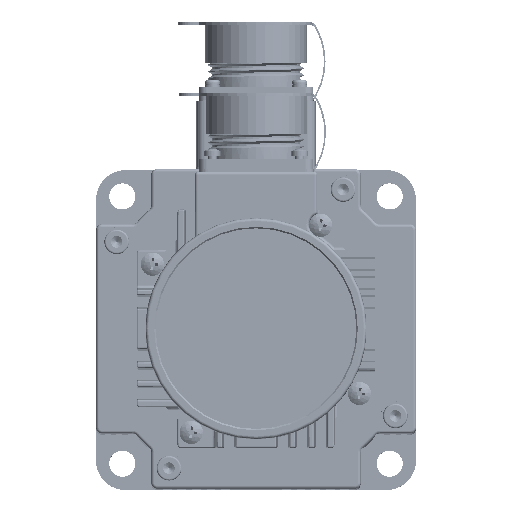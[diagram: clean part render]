
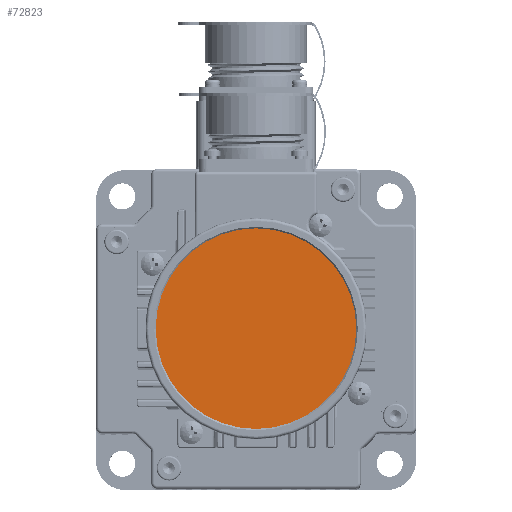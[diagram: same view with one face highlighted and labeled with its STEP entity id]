
A CAD part, top view. The second image highlights one B-rep face of the part: STEP entity #72823.
In plain terms, the highlighted planar face has unit normal (0, 0, 1).
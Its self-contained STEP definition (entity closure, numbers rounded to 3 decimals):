
#6029 = CARTESIAN_POINT ( 'NONE',  ( 34.5, 0., 50.5 ) ) ;
#7200 = AXIS2_PLACEMENT_3D ( 'NONE', #84320, #85047, #31754 ) ;
#12260 = VERTEX_POINT ( 'NONE', #49503 ) ;
#15281 = DIRECTION ( 'NONE',  ( 1., 0., 0. ) ) ;
#22043 = DIRECTION ( 'NONE',  ( 1., 0., 0. ) ) ;
#28633 = AXIS2_PLACEMENT_3D ( 'NONE', #31604, #48538, #22043 ) ;
#31604 = CARTESIAN_POINT ( 'NONE',  ( 0., 0., 50.5 ) ) ;
#31754 = DIRECTION ( 'NONE',  ( 1., 0., 0. ) ) ;
#32220 = FACE_OUTER_BOUND ( 'NONE', #74786, .T. ) ;
#43241 = ORIENTED_EDGE ( 'NONE', *, *, #76798, .T. ) ;
#48154 = PLANE ( 'NONE',  #28633 ) ;
#48538 = DIRECTION ( 'NONE',  ( 0., 0., 1. ) ) ;
#49503 = CARTESIAN_POINT ( 'NONE',  ( -34.5, 0., 50.5 ) ) ;
#67775 = CARTESIAN_POINT ( 'NONE',  ( 0., 0., 50.5 ) ) ;
#70798 = AXIS2_PLACEMENT_3D ( 'NONE', #67775, #93037, #15281 ) ;
#72823 = ADVANCED_FACE ( 'NONE', ( #32220 ), #48154, .T. ) ;
#74786 = EDGE_LOOP ( 'NONE', ( #109935, #43241 ) ) ;
#75590 = CIRCLE ( 'NONE', #7200, 34.5 ) ;
#76798 = EDGE_CURVE ( 'NONE', #12260, #85985, #102337, .T. ) ;
#84320 = CARTESIAN_POINT ( 'NONE',  ( 0., 0., 50.5 ) ) ;
#85047 = DIRECTION ( 'NONE',  ( 0., 0., 1. ) ) ;
#85985 = VERTEX_POINT ( 'NONE', #6029 ) ;
#91258 = EDGE_CURVE ( 'NONE', #85985, #12260, #75590, .T. ) ;
#93037 = DIRECTION ( 'NONE',  ( 0., 0., 1. ) ) ;
#102337 = CIRCLE ( 'NONE', #70798, 34.5 ) ;
#109935 = ORIENTED_EDGE ( 'NONE', *, *, #91258, .T. ) ;
